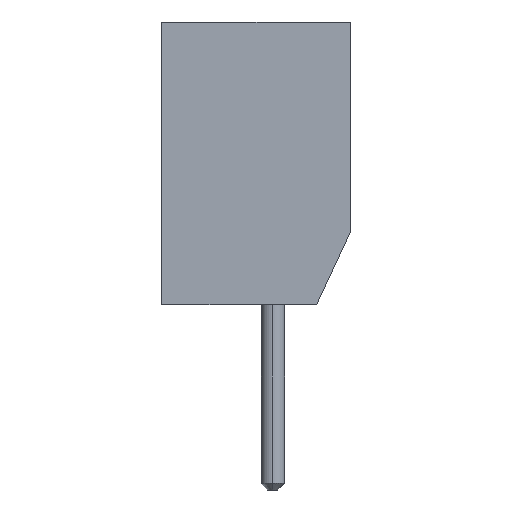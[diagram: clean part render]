
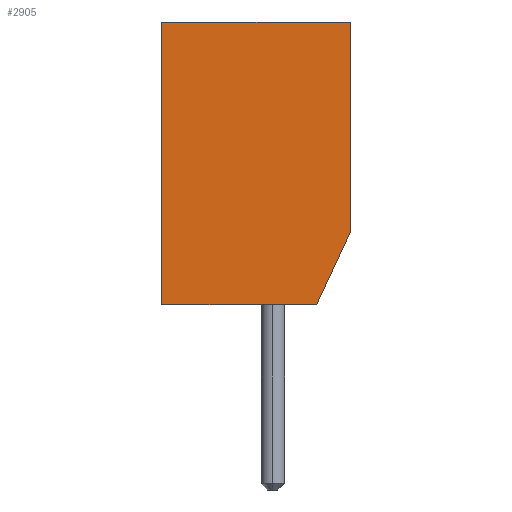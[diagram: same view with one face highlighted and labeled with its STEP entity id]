
A CAD part, left-side view. The second image highlights one B-rep face of the part: STEP entity #2905.
In plain terms, the highlighted planar face has unit normal (-1, 0, 0).
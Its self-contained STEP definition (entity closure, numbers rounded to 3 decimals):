
#90 = LINE ( 'NONE', #2401, #3662 ) ;
#242 = CARTESIAN_POINT ( 'NONE',  ( -11.57, 2.8, 8.4 ) ) ;
#641 = LINE ( 'NONE', #2409, #2206 ) ;
#722 = VERTEX_POINT ( 'NONE', #2164 ) ;
#964 = CARTESIAN_POINT ( 'NONE',  ( -11.57, -2.8, 8.4 ) ) ;
#1318 = CARTESIAN_POINT ( 'NONE',  ( -11.57, -2.8, 8.4 ) ) ;
#1320 = CARTESIAN_POINT ( 'NONE',  ( -11.57, -2.8, 8.4 ) ) ;
#1479 = EDGE_CURVE ( 'NONE', #1933, #722, #90, .T. ) ;
#1552 = VERTEX_POINT ( 'NONE', #1727 ) ;
#1556 = DIRECTION ( 'NONE',  ( 0., -1., 0. ) ) ;
#1727 = CARTESIAN_POINT ( 'NONE',  ( -11.57, -2.8, 2.145 ) ) ;
#1878 = DIRECTION ( 'NONE',  ( 0., -1., 0. ) ) ;
#1880 = AXIS2_PLACEMENT_3D ( 'NONE', #2069, #3906, #2477 ) ;
#1933 = VERTEX_POINT ( 'NONE', #4246 ) ;
#2040 = VERTEX_POINT ( 'NONE', #2875 ) ;
#2053 = DIRECTION ( 'NONE',  ( 0., 0., -1. ) ) ;
#2069 = CARTESIAN_POINT ( 'NONE',  ( -11.57, -2.8, 8.4 ) ) ;
#2164 = CARTESIAN_POINT ( 'NONE',  ( -11.57, -1.8, 0. ) ) ;
#2206 = VECTOR ( 'NONE', #3526, 1000. ) ;
#2359 = VERTEX_POINT ( 'NONE', #1318 ) ;
#2401 = CARTESIAN_POINT ( 'NONE',  ( -11.57, -2.8, 0. ) ) ;
#2409 = CARTESIAN_POINT ( 'NONE',  ( -11.57, -2.8, 2.145 ) ) ;
#2477 = DIRECTION ( 'NONE',  ( 0., 0., -1. ) ) ;
#2588 = ORIENTED_EDGE ( 'NONE', *, *, #3656, .T. ) ;
#2728 = ORIENTED_EDGE ( 'NONE', *, *, #1479, .T. ) ;
#2791 = FACE_OUTER_BOUND ( 'NONE', #3032, .T. ) ;
#2812 = ORIENTED_EDGE ( 'NONE', *, *, #4629, .F. ) ;
#2855 = LINE ( 'NONE', #242, #4388 ) ;
#2875 = CARTESIAN_POINT ( 'NONE',  ( -11.57, 2.8, 8.4 ) ) ;
#2905 = ADVANCED_FACE ( 'NONE', ( #2791 ), #4322, .F. ) ;
#3008 = VECTOR ( 'NONE', #2053, 1000. ) ;
#3032 = EDGE_LOOP ( 'NONE', ( #2728, #2588, #3896, #2812, #4534 ) ) ;
#3526 = DIRECTION ( 'NONE',  ( 0., -0.423, 0.906 ) ) ;
#3531 = LINE ( 'NONE', #1320, #3008 ) ;
#3656 = EDGE_CURVE ( 'NONE', #722, #1552, #641, .T. ) ;
#3662 = VECTOR ( 'NONE', #1556, 1000. ) ;
#3896 = ORIENTED_EDGE ( 'NONE', *, *, #4581, .F. ) ;
#3906 = DIRECTION ( 'NONE',  ( 1., 0., 0. ) ) ;
#4159 = EDGE_CURVE ( 'NONE', #2040, #1933, #2855, .T. ) ;
#4244 = LINE ( 'NONE', #964, #4468 ) ;
#4246 = CARTESIAN_POINT ( 'NONE',  ( -11.57, 2.8, 0. ) ) ;
#4322 = PLANE ( 'NONE',  #1880 ) ;
#4388 = VECTOR ( 'NONE', #4673, 1000. ) ;
#4468 = VECTOR ( 'NONE', #1878, 1000. ) ;
#4534 = ORIENTED_EDGE ( 'NONE', *, *, #4159, .T. ) ;
#4581 = EDGE_CURVE ( 'NONE', #2359, #1552, #3531, .T. ) ;
#4629 = EDGE_CURVE ( 'NONE', #2040, #2359, #4244, .T. ) ;
#4673 = DIRECTION ( 'NONE',  ( 0., 0., -1. ) ) ;
